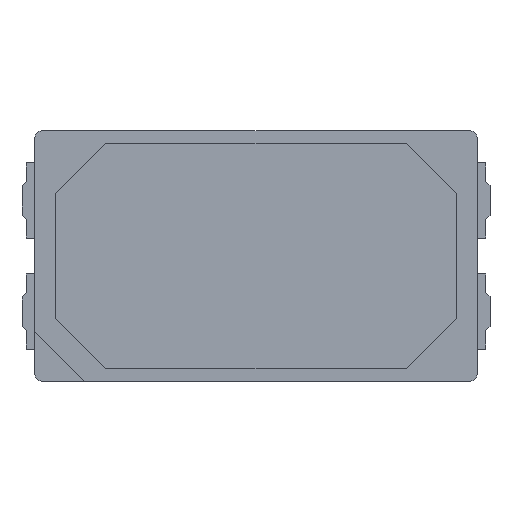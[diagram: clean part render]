
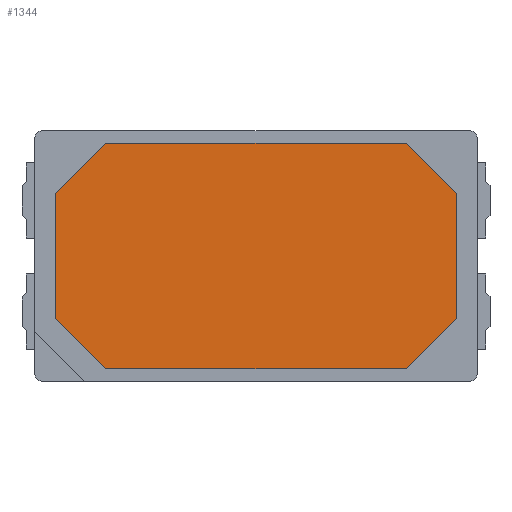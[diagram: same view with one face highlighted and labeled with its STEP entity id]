
A CAD part, top view. The second image highlights one B-rep face of the part: STEP entity #1344.
In plain terms, the highlighted planar face has unit normal (0, 0, 1).
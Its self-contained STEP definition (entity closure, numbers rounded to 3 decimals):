
#1344=ADVANCED_FACE('',(#2350),#2352,.T.);
#2350=FACE_BOUND('',#2351,.T.);
#2351=EDGE_LOOP('',(#3101,#3102,#3103,#3104,#3105,#3106,#3107,#3108));
#2352=PLANE('',#2353);
#2353=AXIS2_PLACEMENT_3D('',#2354,#2355,#2356);
#2354=CARTESIAN_POINT('',(0.,0.,0.74));
#2355=DIRECTION('',(0.,0.,1.));
#2356=DIRECTION('',(1.,0.,0.));
#3101=ORIENTED_EDGE('',*,*,#3479,.T.);
#3102=ORIENTED_EDGE('',*,*,#3494,.T.);
#3103=ORIENTED_EDGE('',*,*,#3492,.T.);
#3104=ORIENTED_EDGE('',*,*,#3490,.T.);
#3105=ORIENTED_EDGE('',*,*,#3488,.T.);
#3106=ORIENTED_EDGE('',*,*,#3486,.T.);
#3107=ORIENTED_EDGE('',*,*,#3484,.T.);
#3108=ORIENTED_EDGE('',*,*,#3482,.T.);
#3479=EDGE_CURVE('',#4101,#4102,#4103,.F.);
#3482=EDGE_CURVE('',#4106,#4101,#4107,.F.);
#3484=EDGE_CURVE('',#4109,#4106,#4110,.F.);
#3486=EDGE_CURVE('',#4112,#4109,#4113,.F.);
#3488=EDGE_CURVE('',#4115,#4112,#4116,.F.);
#3490=EDGE_CURVE('',#4118,#4115,#4119,.F.);
#3492=EDGE_CURVE('',#4121,#4118,#4122,.F.);
#3494=EDGE_CURVE('',#4102,#4121,#4124,.F.);
#4101=VERTEX_POINT('',#5495);
#4102=VERTEX_POINT('',#5496);
#4103=LINE('',#5497,#5498);
#4106=VERTEX_POINT('',#5506);
#4107=LINE('',#5507,#5508);
#4109=VERTEX_POINT('',#5513);
#4110=LINE('',#5514,#5515);
#4112=VERTEX_POINT('',#5520);
#4113=LINE('',#5521,#5522);
#4115=VERTEX_POINT('',#5527);
#4116=LINE('',#5528,#5529);
#4118=VERTEX_POINT('',#5534);
#4119=LINE('',#5535,#5536);
#4121=VERTEX_POINT('',#5541);
#4122=LINE('',#5542,#5543);
#4124=LINE('',#5548,#5549);
#5495=CARTESIAN_POINT('',(1.8,-1.35,0.74));
#5496=CARTESIAN_POINT('',(2.4,-0.75,0.74));
#5497=CARTESIAN_POINT('',(2.4,-0.75,0.74));
#5498=VECTOR('',#5499,1.);
#5499=DIRECTION('',(-0.707,-0.707,0.));
#5506=CARTESIAN_POINT('',(-1.8,-1.35,0.74));
#5507=CARTESIAN_POINT('',(1.8,-1.35,0.74));
#5508=VECTOR('',#5509,1.);
#5509=DIRECTION('',(-1.,0.,0.));
#5513=CARTESIAN_POINT('',(-2.4,-0.75,0.74));
#5514=CARTESIAN_POINT('',(-1.8,-1.35,0.74));
#5515=VECTOR('',#5516,1.);
#5516=DIRECTION('',(-0.707,0.707,0.));
#5520=CARTESIAN_POINT('',(-2.4,0.75,0.74));
#5521=CARTESIAN_POINT('',(-2.4,-0.75,0.74));
#5522=VECTOR('',#5523,1.);
#5523=DIRECTION('',(0.,1.,0.));
#5527=CARTESIAN_POINT('',(-1.8,1.35,0.74));
#5528=CARTESIAN_POINT('',(-2.4,0.75,0.74));
#5529=VECTOR('',#5530,1.);
#5530=DIRECTION('',(0.707,0.707,0.));
#5534=CARTESIAN_POINT('',(1.8,1.35,0.74));
#5535=CARTESIAN_POINT('',(-1.8,1.35,0.74));
#5536=VECTOR('',#5537,1.);
#5537=DIRECTION('',(1.,0.,0.));
#5541=CARTESIAN_POINT('',(2.4,0.75,0.74));
#5542=CARTESIAN_POINT('',(1.8,1.35,0.74));
#5543=VECTOR('',#5544,1.);
#5544=DIRECTION('',(0.707,-0.707,0.));
#5548=CARTESIAN_POINT('',(2.4,0.75,0.74));
#5549=VECTOR('',#5550,1.);
#5550=DIRECTION('',(0.,-1.,0.));
